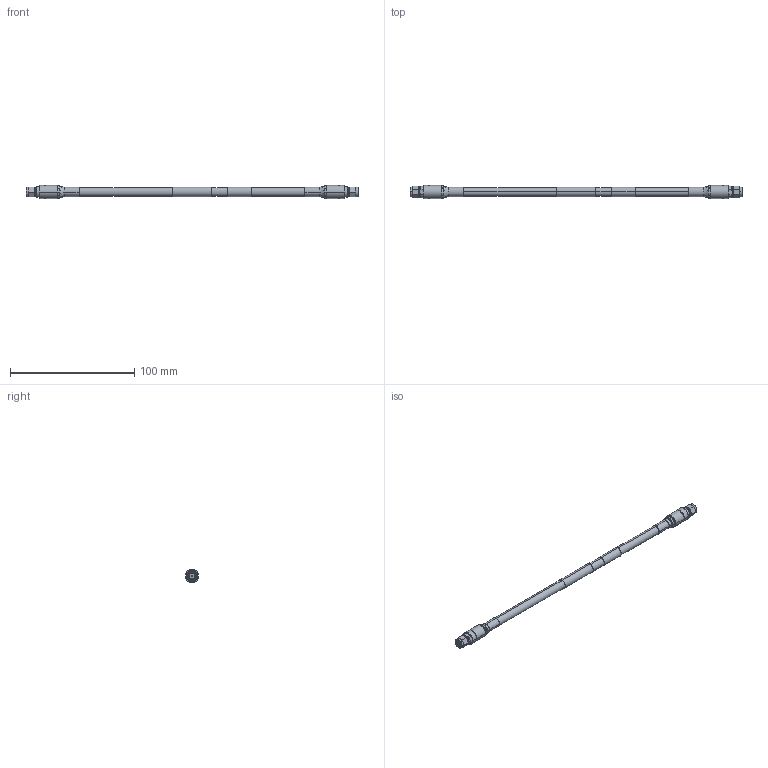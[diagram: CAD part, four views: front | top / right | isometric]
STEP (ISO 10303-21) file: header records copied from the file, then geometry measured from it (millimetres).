
FILE_DESCRIPTION (( 'STEP AP214' ), '1' );
FILE_NAME ('FMCA1818_3D.step', '2025-07-24T19:32:13', ( '' ), ( '' ), 'SwSTEP 2.0', 'SolidWorks 2022', '' );
FILE_SCHEMA (( 'AUTOMOTIVE_DESIGN' ));
Length unit declared in the file: inch
Products named in the file (4): Heat Shrink^FMCA1818; FMCA1818_3D; Coax Cable^FMCA1818_LABEL+PE PIM; FMCN1448_默认
Assembly tree (5 placements, depth 2):
  FMCA1818_3D
    Coax Cable^FMCA1818_LABEL+PE PIM
    FMCN1448_默认  x2
    Heat Shrink^FMCA1818  x2
Bounding box: 266.75 x 10.49 x 10.49 mm (x, y, z)
Volume: 12516.8 mm3; surface area: 11389.6 mm2
Topology: 9 solids, 9 shells, 274 faces, 570 edges, 332 vertices
Faces by surface type: cone 120, cylinder 76, plane 58, torus 20
Entity records: 4232 total; most frequent: CARTESIAN_POINT 799, DIRECTION 726, ORIENTED_EDGE 600, AXIS2_PLACEMENT_3D 307, EDGE_CURVE 300, VERTEX_POINT 176, EDGE_LOOP 158, CIRCLE 154
